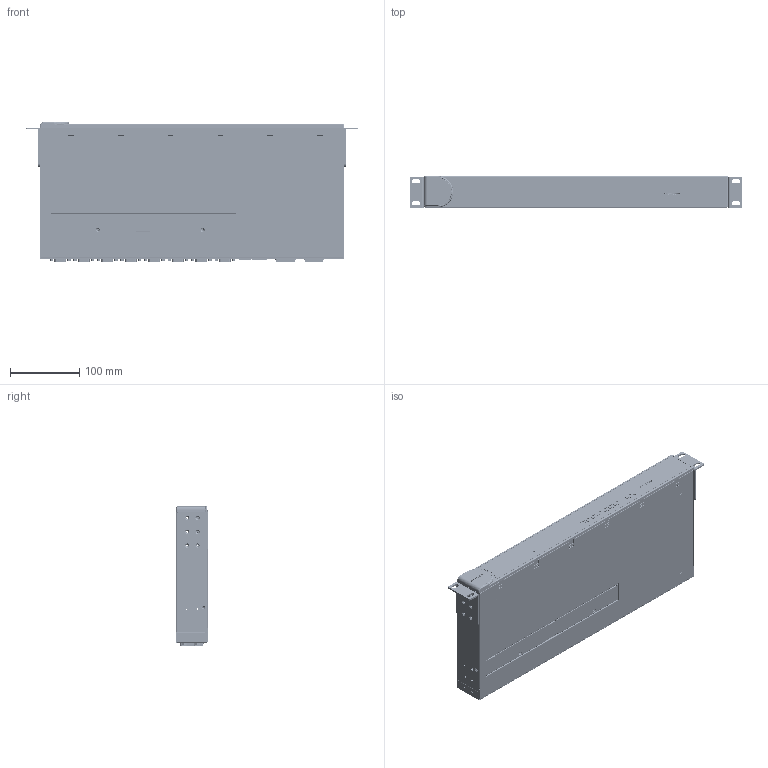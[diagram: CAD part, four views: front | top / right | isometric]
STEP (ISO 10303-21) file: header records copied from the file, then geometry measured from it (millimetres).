
FILE_DESCRIPTION((''),'2;1');
FILE_NAME('MGATE-MB3660I-16-2AC-3D','2019-04-04T21:38:38',('Bryce_Huang'),('PTC'),'CREO PARAMETRIC BY PTC INC, 2018020','CREO PARAMETRIC BY PTC INC, 2018020','');
FILE_SCHEMA(('AUTOMOTIVE_DESIGN { 1 0 10303 214 1 1 1 1 }'));
Products named in the file (1): MGATE-MB3660I-16-2AC-3D
Bounding box: 480 x 46 x 202.65 mm (x, y, z)
Volume: 465134.8 mm3; surface area: 821068.4 mm2
Topology: 98 solids, 146 shells, 7942 faces, 20373 edges, 13272 vertices
Faces by surface type: plane 4473, cylinder 3083, bspline 127, cone 124, torus 116, extrusion 15, sphere 4
Entity records: 267307 total; most frequent: CARTESIAN_POINT 54954, DIRECTION 41378, ORIENTED_EDGE 40732, EDGE_CURVE 20368, AXIS2_PLACEMENT_3D 14335, VERTEX_POINT 13272, VECTOR 12708, LINE 12693
